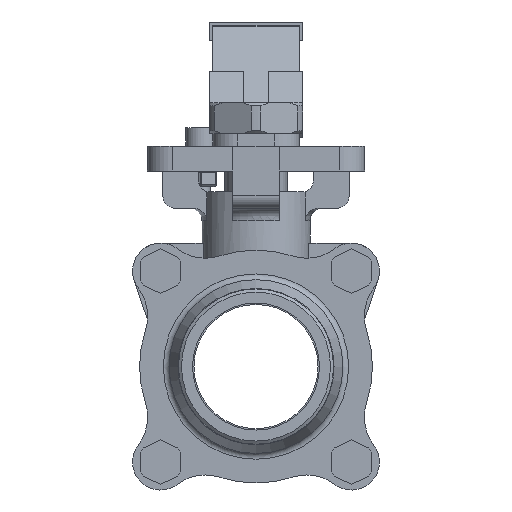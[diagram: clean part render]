
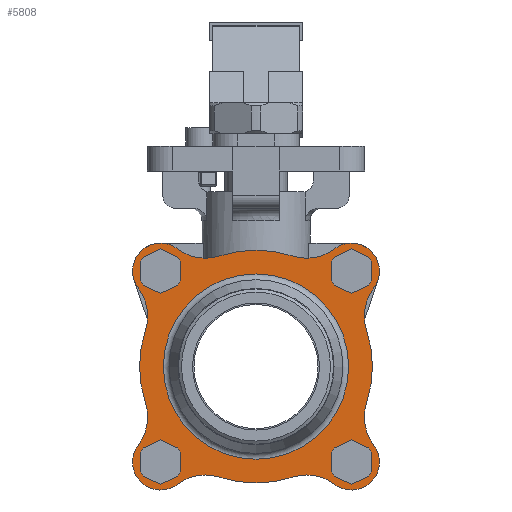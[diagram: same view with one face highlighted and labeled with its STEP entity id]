
A CAD part, front view. The second image highlights one B-rep face of the part: STEP entity #5808.
In plain terms, the highlighted planar face has unit normal (0, -1, 0).
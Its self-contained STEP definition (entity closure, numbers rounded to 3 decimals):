
#162=PLANE('',#6852);
#429=CIRCLE('',#6853,29.839);
#430=CIRCLE('',#6854,4.5);
#431=CIRCLE('',#6855,4.5);
#432=CIRCLE('',#6856,4.5);
#433=CIRCLE('',#6857,4.5);
#434=CIRCLE('',#6858,9.);
#435=CIRCLE('',#6859,15.);
#436=CIRCLE('',#6860,37.5);
#437=CIRCLE('',#6861,15.);
#438=CIRCLE('',#6862,9.);
#439=CIRCLE('',#6863,15.);
#440=CIRCLE('',#6864,37.5);
#441=CIRCLE('',#6865,15.);
#442=CIRCLE('',#6866,9.);
#443=CIRCLE('',#6867,15.);
#444=CIRCLE('',#6868,37.5);
#445=CIRCLE('',#6869,15.);
#446=CIRCLE('',#6870,9.);
#447=CIRCLE('',#6871,15.);
#448=CIRCLE('',#6872,37.5);
#449=CIRCLE('',#6873,15.);
#713=ORIENTED_EDGE('',*,*,#2383,.T.);
#714=ORIENTED_EDGE('',*,*,#2384,.T.);
#715=ORIENTED_EDGE('',*,*,#2385,.T.);
#716=ORIENTED_EDGE('',*,*,#2386,.T.);
#717=ORIENTED_EDGE('',*,*,#2387,.T.);
#718=ORIENTED_EDGE('',*,*,#2388,.T.);
#719=ORIENTED_EDGE('',*,*,#2389,.T.);
#720=ORIENTED_EDGE('',*,*,#2390,.T.);
#721=ORIENTED_EDGE('',*,*,#2391,.T.);
#722=ORIENTED_EDGE('',*,*,#2392,.T.);
#723=ORIENTED_EDGE('',*,*,#2393,.T.);
#724=ORIENTED_EDGE('',*,*,#2394,.T.);
#725=ORIENTED_EDGE('',*,*,#2395,.T.);
#726=ORIENTED_EDGE('',*,*,#2396,.T.);
#727=ORIENTED_EDGE('',*,*,#2397,.T.);
#728=ORIENTED_EDGE('',*,*,#2398,.T.);
#729=ORIENTED_EDGE('',*,*,#2399,.T.);
#730=ORIENTED_EDGE('',*,*,#2400,.T.);
#731=ORIENTED_EDGE('',*,*,#2401,.T.);
#732=ORIENTED_EDGE('',*,*,#2402,.T.);
#733=ORIENTED_EDGE('',*,*,#2403,.T.);
#2383=EDGE_CURVE('',#3217,#3217,#429,.T.);
#2384=EDGE_CURVE('',#3218,#3218,#430,.T.);
#2385=EDGE_CURVE('',#3219,#3219,#431,.T.);
#2386=EDGE_CURVE('',#3220,#3220,#432,.T.);
#2387=EDGE_CURVE('',#3221,#3221,#433,.T.);
#2388=EDGE_CURVE('',#3222,#3223,#434,.F.);
#2389=EDGE_CURVE('',#3223,#3224,#435,.T.);
#2390=EDGE_CURVE('',#3224,#3225,#436,.T.);
#2391=EDGE_CURVE('',#3225,#3226,#437,.T.);
#2392=EDGE_CURVE('',#3226,#3227,#438,.F.);
#2393=EDGE_CURVE('',#3227,#3228,#439,.T.);
#2394=EDGE_CURVE('',#3228,#3229,#440,.T.);
#2395=EDGE_CURVE('',#3229,#3230,#441,.T.);
#2396=EDGE_CURVE('',#3230,#3231,#442,.F.);
#2397=EDGE_CURVE('',#3231,#3232,#443,.T.);
#2398=EDGE_CURVE('',#3232,#3233,#444,.T.);
#2399=EDGE_CURVE('',#3233,#3234,#445,.T.);
#2400=EDGE_CURVE('',#3234,#3235,#446,.F.);
#2401=EDGE_CURVE('',#3235,#3236,#447,.T.);
#2402=EDGE_CURVE('',#3236,#3237,#448,.T.);
#2403=EDGE_CURVE('',#3237,#3222,#449,.T.);
#3217=VERTEX_POINT('',#9396);
#3218=VERTEX_POINT('',#9398);
#3219=VERTEX_POINT('',#9400);
#3220=VERTEX_POINT('',#9402);
#3221=VERTEX_POINT('',#9404);
#3222=VERTEX_POINT('',#9406);
#3223=VERTEX_POINT('',#9407);
#3224=VERTEX_POINT('',#9409);
#3225=VERTEX_POINT('',#9411);
#3226=VERTEX_POINT('',#9413);
#3227=VERTEX_POINT('',#9415);
#3228=VERTEX_POINT('',#9417);
#3229=VERTEX_POINT('',#9419);
#3230=VERTEX_POINT('',#9421);
#3231=VERTEX_POINT('',#9423);
#3232=VERTEX_POINT('',#9425);
#3233=VERTEX_POINT('',#9427);
#3234=VERTEX_POINT('',#9429);
#3235=VERTEX_POINT('',#9431);
#3236=VERTEX_POINT('',#9433);
#3237=VERTEX_POINT('',#9435);
#4805=EDGE_LOOP('',(#713));
#4806=EDGE_LOOP('',(#714));
#4807=EDGE_LOOP('',(#715));
#4808=EDGE_LOOP('',(#716));
#4809=EDGE_LOOP('',(#717));
#4810=EDGE_LOOP('',(#718,#719,#720,#721,#722,#723,#724,#725,#726,#727,#728,
#729,#730,#731,#732,#733));
#5257=FACE_BOUND('',#4805,.T.);
#5258=FACE_BOUND('',#4806,.T.);
#5259=FACE_BOUND('',#4807,.T.);
#5260=FACE_BOUND('',#4808,.T.);
#5261=FACE_BOUND('',#4809,.T.);
#5262=FACE_BOUND('',#4810,.T.);
#5808=ADVANCED_FACE('',(#5257,#5258,#5259,#5260,#5261,#5262),#162,.F.);
#6852=AXIS2_PLACEMENT_3D('',#9394,#7503,#7504);
#6853=AXIS2_PLACEMENT_3D('',#9395,#7505,#7506);
#6854=AXIS2_PLACEMENT_3D('',#9397,#7507,#7508);
#6855=AXIS2_PLACEMENT_3D('',#9399,#7509,#7510);
#6856=AXIS2_PLACEMENT_3D('',#9401,#7511,#7512);
#6857=AXIS2_PLACEMENT_3D('',#9403,#7513,#7514);
#6858=AXIS2_PLACEMENT_3D('',#9405,#7515,#7516);
#6859=AXIS2_PLACEMENT_3D('',#9408,#7517,#7518);
#6860=AXIS2_PLACEMENT_3D('',#9410,#7519,#7520);
#6861=AXIS2_PLACEMENT_3D('',#9412,#7521,#7522);
#6862=AXIS2_PLACEMENT_3D('',#9414,#7523,#7524);
#6863=AXIS2_PLACEMENT_3D('',#9416,#7525,#7526);
#6864=AXIS2_PLACEMENT_3D('',#9418,#7527,#7528);
#6865=AXIS2_PLACEMENT_3D('',#9420,#7529,#7530);
#6866=AXIS2_PLACEMENT_3D('',#9422,#7531,#7532);
#6867=AXIS2_PLACEMENT_3D('',#9424,#7533,#7534);
#6868=AXIS2_PLACEMENT_3D('',#9426,#7535,#7536);
#6869=AXIS2_PLACEMENT_3D('',#9428,#7537,#7538);
#6870=AXIS2_PLACEMENT_3D('',#9430,#7539,#7540);
#6871=AXIS2_PLACEMENT_3D('',#9432,#7541,#7542);
#6872=AXIS2_PLACEMENT_3D('',#9434,#7543,#7544);
#6873=AXIS2_PLACEMENT_3D('',#9436,#7545,#7546);
#7503=DIRECTION('',(0.,1.,0.));
#7504=DIRECTION('',(0.,0.,1.));
#7505=DIRECTION('',(0.,1.,0.));
#7506=DIRECTION('',(0.,0.,1.));
#7507=DIRECTION('',(0.,1.,0.));
#7508=DIRECTION('',(0.,0.,1.));
#7509=DIRECTION('',(0.,1.,0.));
#7510=DIRECTION('',(0.,0.,1.));
#7511=DIRECTION('',(0.,1.,0.));
#7512=DIRECTION('',(0.,0.,1.));
#7513=DIRECTION('',(0.,1.,0.));
#7514=DIRECTION('',(0.,0.,1.));
#7515=DIRECTION('',(0.,1.,0.));
#7516=DIRECTION('',(0.,0.,1.));
#7517=DIRECTION('',(0.,1.,0.));
#7518=DIRECTION('',(0.,0.,1.));
#7519=DIRECTION('',(0.,-1.,0.));
#7520=DIRECTION('',(1.,0.,0.));
#7521=DIRECTION('',(0.,1.,0.));
#7522=DIRECTION('',(0.,0.,1.));
#7523=DIRECTION('',(0.,1.,0.));
#7524=DIRECTION('',(0.,0.,1.));
#7525=DIRECTION('',(0.,1.,0.));
#7526=DIRECTION('',(0.,0.,1.));
#7527=DIRECTION('',(0.,-1.,0.));
#7528=DIRECTION('',(1.,0.,0.));
#7529=DIRECTION('',(0.,1.,0.));
#7530=DIRECTION('',(0.,0.,1.));
#7531=DIRECTION('',(0.,1.,0.));
#7532=DIRECTION('',(0.,0.,1.));
#7533=DIRECTION('',(0.,1.,0.));
#7534=DIRECTION('',(0.,0.,1.));
#7535=DIRECTION('',(0.,-1.,0.));
#7536=DIRECTION('',(-1.,0.,0.));
#7537=DIRECTION('',(0.,1.,0.));
#7538=DIRECTION('',(0.,0.,1.));
#7539=DIRECTION('',(0.,1.,0.));
#7540=DIRECTION('',(0.,0.,1.));
#7541=DIRECTION('',(0.,1.,0.));
#7542=DIRECTION('',(0.,0.,1.));
#7543=DIRECTION('',(0.,-1.,0.));
#7544=DIRECTION('',(1.,0.,0.));
#7545=DIRECTION('',(0.,1.,0.));
#7546=DIRECTION('',(0.,0.,1.));
#9394=CARTESIAN_POINT('',(-39.76,-38.5,39.76));
#9395=CARTESIAN_POINT('',(0.,-38.5,0.));
#9396=CARTESIAN_POINT('',(0.,-38.5,29.839));
#9397=CARTESIAN_POINT('',(30.76,-38.5,30.76));
#9398=CARTESIAN_POINT('',(30.76,-38.5,35.26));
#9399=CARTESIAN_POINT('',(30.76,-38.5,-30.76));
#9400=CARTESIAN_POINT('',(30.76,-38.5,-26.26));
#9401=CARTESIAN_POINT('',(-30.76,-38.5,-30.76));
#9402=CARTESIAN_POINT('',(-30.76,-38.5,-26.26));
#9403=CARTESIAN_POINT('',(-30.76,-38.5,30.76));
#9404=CARTESIAN_POINT('',(-30.76,-38.5,35.26));
#9405=CARTESIAN_POINT('',(-30.76,-38.5,30.76));
#9406=CARTESIAN_POINT('',(-25.334,-38.5,37.941));
#9407=CARTESIAN_POINT('',(-37.941,-38.5,25.334));
#9408=CARTESIAN_POINT('',(-49.908,-38.5,16.291));
#9409=CARTESIAN_POINT('',(-35.649,-38.5,11.637));
#9410=CARTESIAN_POINT('',(0.,-38.5,0.));
#9411=CARTESIAN_POINT('',(-35.649,-38.5,-11.637));
#9412=CARTESIAN_POINT('',(-49.908,-38.5,-16.291));
#9413=CARTESIAN_POINT('',(-37.941,-38.5,-25.334));
#9414=CARTESIAN_POINT('',(-30.76,-38.5,-30.76));
#9415=CARTESIAN_POINT('',(-25.334,-38.5,-37.941));
#9416=CARTESIAN_POINT('',(-16.291,-38.5,-49.908));
#9417=CARTESIAN_POINT('',(-11.637,-38.5,-35.649));
#9418=CARTESIAN_POINT('',(0.,-38.5,0.));
#9419=CARTESIAN_POINT('',(11.637,-38.5,-35.649));
#9420=CARTESIAN_POINT('',(16.291,-38.5,-49.908));
#9421=CARTESIAN_POINT('',(25.334,-38.5,-37.941));
#9422=CARTESIAN_POINT('',(30.76,-38.5,-30.76));
#9423=CARTESIAN_POINT('',(37.941,-38.5,-25.334));
#9424=CARTESIAN_POINT('',(49.908,-38.5,-16.291));
#9425=CARTESIAN_POINT('',(35.649,-38.5,-11.637));
#9426=CARTESIAN_POINT('',(0.,-38.5,0.));
#9427=CARTESIAN_POINT('',(35.649,-38.5,11.637));
#9428=CARTESIAN_POINT('',(49.908,-38.5,16.291));
#9429=CARTESIAN_POINT('',(37.941,-38.5,25.334));
#9430=CARTESIAN_POINT('',(30.76,-38.5,30.76));
#9431=CARTESIAN_POINT('',(25.334,-38.5,37.941));
#9432=CARTESIAN_POINT('',(16.291,-38.5,49.908));
#9433=CARTESIAN_POINT('',(11.637,-38.5,35.649));
#9434=CARTESIAN_POINT('',(0.,-38.5,0.));
#9435=CARTESIAN_POINT('',(-11.637,-38.5,35.649));
#9436=CARTESIAN_POINT('',(-16.291,-38.5,49.908));
